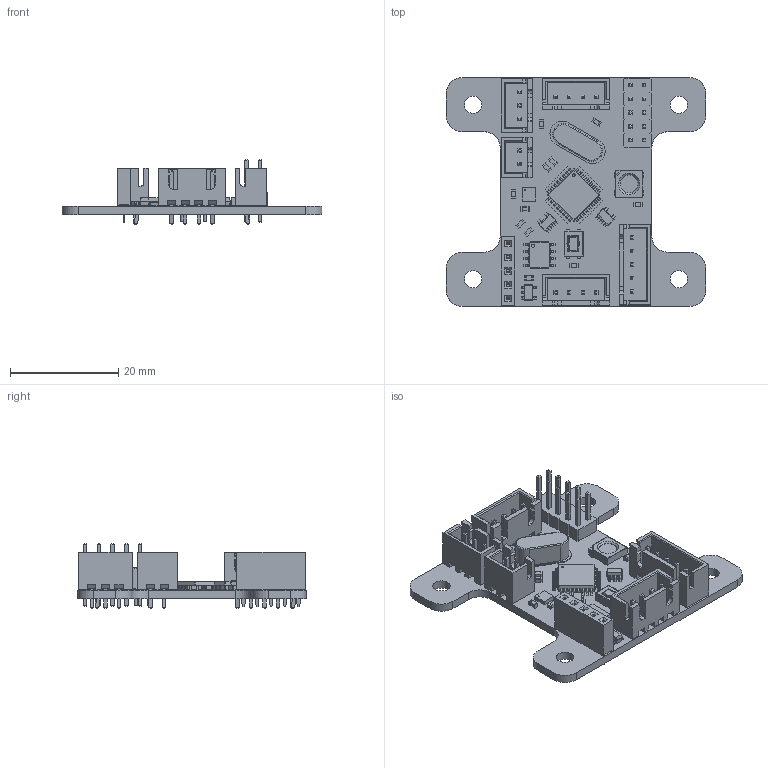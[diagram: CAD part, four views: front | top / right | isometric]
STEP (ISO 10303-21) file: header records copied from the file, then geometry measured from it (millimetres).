
FILE_DESCRIPTION(('KiCad electronic assembly'),'2;1');
FILE_NAME('i2c_sensor_board.step','2024-12-02T23:46:31',('Pcbnew'),( 'Kicad'),'Open CASCADE STEP processor 7.8','KiCad to STEP converter' ,'Unknown');
FILE_SCHEMA(('AUTOMOTIVE_DESIGN { 1 0 10303 214 1 1 1 1 }'));
Length unit declared in the file: millimetre
Products named in the file (32): i2c_sensor_board 1; SW_SPST_EVQP2; Bosch_LGA-8_2.5x2.5mm_P0.65mm_ClockwisePinNumbering; Bosch_LGA_8_25x25mm_P065mm_ClockwisePinNumbering; SOT-23-5; SOT_23_5; C_0603_1608Metric; SOIC-8-1EP_3.9x4.9mm_P1.27mm_EP2.29x3mm; JST_XH_B3B-XH-A_1x03_P2.50mm_Vertical; JST_B3B_XH_A; Crystal_HC49-4H_Vertical; PinHeader_2x05_P2.54mm_Vertical; PinHeader_2x05_P254mm_Vertical; R_0603_1608Metric; PinSocket_1x05_P2.54mm_Vertical; PinSocket_1x05_P254mm_Vertical; JST_XH_B5B-XH-A_1x05_P2.50mm_Vertical; JST_B5B_XH_A; LED_WS2812B_PLCC4_5.0x5.0mm_P3.2mm; LED_WS2812B_PLCC4_50x50mm_P32mm; JST_XH_B4B-XH-A_1x04_P2.50mm_Vertical; JST_B4B_XH_A; LQFP-32_7x7mm_P0.8mm; LQFP_32_7x7mm_P08mm; JST_XH_B2B-XH-A_1x02_P2.50mm_Vertical; JST_B2B_XH_A; i2c_sensor_board_PCB
Assembly tree (43 placements, depth 3):
  i2c_sensor_board 1
    SW_SPST_EVQP2
      SW_SPST_EVQP2
    Bosch_LGA-8_2.5x2.5mm_P0.65mm_ClockwisePinNumbering
      Bosch_LGA_8_25x25mm_P065mm_ClockwisePinNumbering
    SOT-23-5  x3
      SOT_23_5
    C_0603_1608Metric  x10
      C_0603_1608Metric
    SOIC-8-1EP_3.9x4.9mm_P1.27mm_EP2.29x3mm
      SOIC-8-1EP_3.9x4.9mm_P1.27mm_EP2.29x3mm
    JST_XH_B3B-XH-A_1x03_P2.50mm_Vertical
      JST_B3B_XH_A
    Crystal_HC49-4H_Vertical
      Crystal_HC49-4H_Vertical
    PinHeader_2x05_P2.54mm_Vertical
      PinHeader_2x05_P254mm_Vertical
    R_0603_1608Metric
      R_0603_1608Metric
    PinSocket_1x05_P2.54mm_Vertical
      PinSocket_1x05_P254mm_Vertical
    JST_XH_B5B-XH-A_1x05_P2.50mm_Vertical
      JST_B5B_XH_A
    LED_WS2812B_PLCC4_5.0x5.0mm_P3.2mm
      LED_WS2812B_PLCC4_50x50mm_P32mm
    JST_XH_B4B-XH-A_1x04_P2.50mm_Vertical  x2
      JST_B4B_XH_A
    LQFP-32_7x7mm_P0.8mm
      LQFP_32_7x7mm_P08mm
    JST_XH_B2B-XH-A_1x02_P2.50mm_Vertical
      JST_B2B_XH_A
    i2c_sensor_board_PCB
Bounding box: 48 x 42.25 x 11.94 mm (x, y, z)
Volume: 4317.5 mm3; surface area: 8173.1 mm2
Topology: 28 solids, 28 shells, 2616 faces, 6788 edges, 4335 vertices
Faces by surface type: plane 1968, cylinder 480, bspline 159, torus 8, cone 1
Full cylindrical faces by diameter (mm): 0.2 x1, 0.5 x3, 0.8 x2, 0.95 x16, 1 x17, 1.2 x5, 3.2 x4, 3.333 x1
Entity records: 74182 total; most frequent: CARTESIAN_POINT 11066, ORIENTED_EDGE 10438, DIRECTION 9668, EDGE_CURVE 5219, LINE 4474, VECTOR 4474, VERTEX_POINT 3327, AXIS2_PLACEMENT_3D 2597
